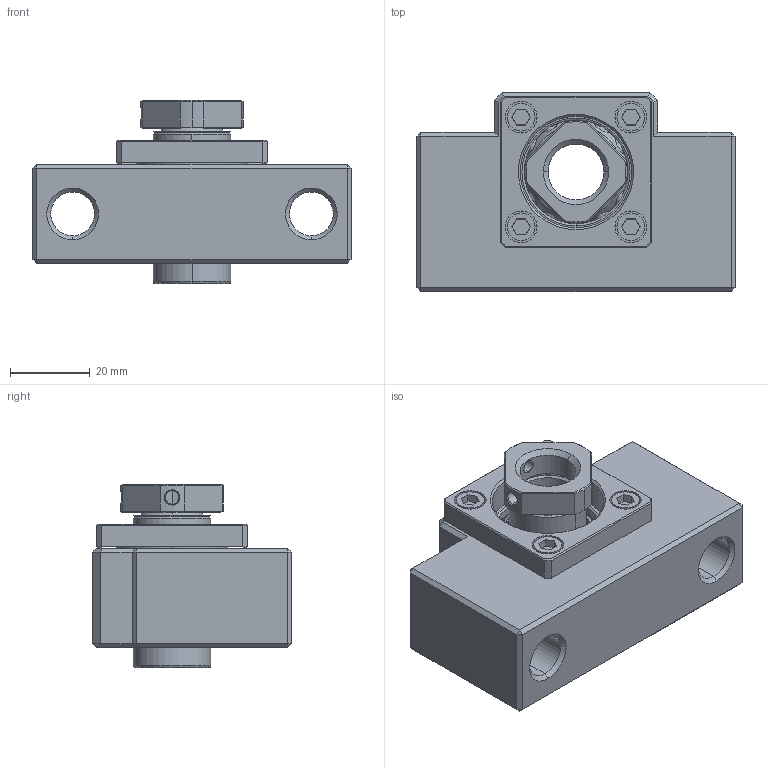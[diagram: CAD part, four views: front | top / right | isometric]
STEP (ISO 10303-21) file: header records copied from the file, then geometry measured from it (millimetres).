
FILE_DESCRIPTION (( 'STEP AP203' ), '1' );
FILE_NAME ('AK15.STEP', '2017-08-18T06:05:50', ( '' ), ( '' ), 'SwSTEP 2.0', 'SolidWorks 2017', '' );
FILE_SCHEMA (( 'CONFIG_CONTROL_DESIGN' ));
Length unit declared in the file: millimetre
Products named in the file (1): AK15
Bounding box: 80 x 50 x 46 mm (x, y, z)
Surface area: 25754.1 mm2 (no closed solid volume)
Topology: 0 solids, 32 shells, 280 faces, 755 edges, 487 vertices
Faces by surface type: plane 106, cylinder 65, cone 45, sphere 32, torus 28, bspline 4
Entity records: 9933 total; most frequent: CARTESIAN_POINT 3351, DIRECTION 1411, ORIENTED_EDGE 1200, EDGE_CURVE 675, AXIS2_PLACEMENT_3D 557, VERTEX_POINT 439, EDGE_LOOP 328, VECTOR 297
